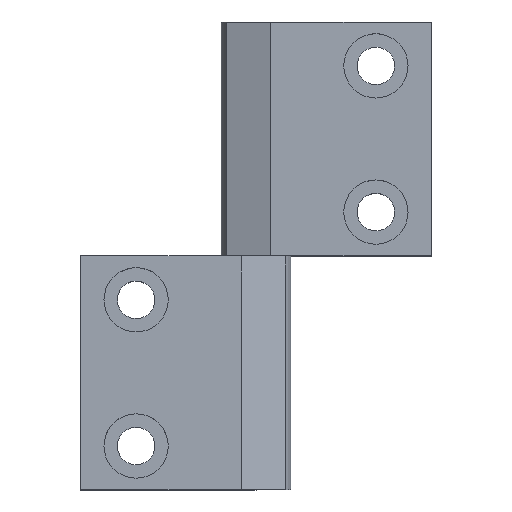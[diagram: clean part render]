
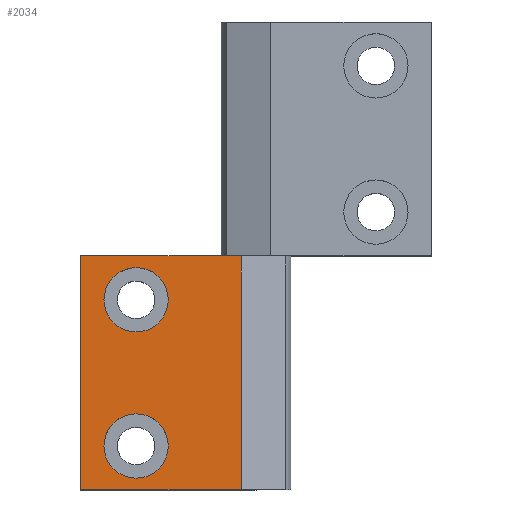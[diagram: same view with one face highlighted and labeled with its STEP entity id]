
A CAD part, top view. The second image highlights one B-rep face of the part: STEP entity #2034.
In plain terms, the highlighted planar face has unit normal (0, 0, 1).
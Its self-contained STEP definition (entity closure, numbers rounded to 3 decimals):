
#19=LINE($,#3028,#220);
#25=LINE($,#3045,#226);
#27=LINE($,#3048,#228);
#28=LINE($,#3049,#229);
#220=VECTOR($,#2412,40.);
#226=VECTOR($,#2428,40.);
#228=VECTOR($,#2432,27.5);
#229=VECTOR($,#2433,27.5);
#440=FACE_BOUND($,#637,.T.);
#441=FACE_BOUND($,#638,.T.);
#495=FACE_OUTER_BOUND($,#636,.T.);
#636=EDGE_LOOP($,(#1381,#1382,#1383,#1384));
#637=EDGE_LOOP($,(#1385));
#638=EDGE_LOOP($,(#1386));
#803=CIRCLE($,#2166,5.5);
#807=CIRCLE($,#2173,5.5);
#880=VERTEX_POINT($,#2999);
#884=VERTEX_POINT($,#3010);
#888=VERTEX_POINT($,#3021);
#891=VERTEX_POINT($,#3026);
#896=VERTEX_POINT($,#3042);
#897=VERTEX_POINT($,#3044);
#1073=EDGE_CURVE($,#880,#880,#803,.T.);
#1077=EDGE_CURVE($,#884,#884,#807,.T.);
#1084=EDGE_CURVE($,#891,#888,#19,.T.);
#1092=EDGE_CURVE($,#897,#896,#25,.T.);
#1094=EDGE_CURVE($,#896,#888,#27,.T.);
#1095=EDGE_CURVE($,#891,#897,#28,.T.);
#1381=ORIENTED_EDGE($,*,*,#1094,.T.);
#1382=ORIENTED_EDGE($,*,*,#1084,.F.);
#1383=ORIENTED_EDGE($,*,*,#1095,.T.);
#1384=ORIENTED_EDGE($,*,*,#1092,.T.);
#1385=ORIENTED_EDGE($,*,*,#1073,.T.);
#1386=ORIENTED_EDGE($,*,*,#1077,.T.);
#1910=PLANE($,#2185);
#2034=ADVANCED_FACE($,(#495,#440,#441),#1910,.T.);
#2166=AXIS2_PLACEMENT_3D($,#3000,#2381,#2382);
#2173=AXIS2_PLACEMENT_3D($,#3011,#2395,#2396);
#2185=AXIS2_PLACEMENT_3D($,#3047,#2430,#2431);
#2381=DIRECTION('center_axis',(0.,0.,-1.));
#2382=DIRECTION('ref_axis',(1.,0.,0.));
#2395=DIRECTION('center_axis',(0.,0.,-1.));
#2396=DIRECTION('ref_axis',(1.,0.,0.));
#2412=DIRECTION($,(0.,1.,0.));
#2428=DIRECTION($,(0.,1.,0.));
#2430=DIRECTION('center_axis',(0.,0.,1.));
#2431=DIRECTION('ref_axis',(0.,-1.,0.));
#2432=DIRECTION($,(-1.,0.,0.));
#2433=DIRECTION($,(1.,0.,0.));
#2999=CARTESIAN_POINT('',(15.,7.5,0.));
#3000=CARTESIAN_POINT('Origin',(9.5,7.5,0.));
#3010=CARTESIAN_POINT('',(15.,32.5,0.));
#3011=CARTESIAN_POINT('Origin',(9.5,32.5,0.));
#3021=CARTESIAN_POINT('',(0.,40.,0.));
#3026=CARTESIAN_POINT('',(0.,0.,0.));
#3028=CARTESIAN_POINT($,(0.,0.,0.));
#3042=CARTESIAN_POINT('',(27.5,40.,0.));
#3044=CARTESIAN_POINT('',(27.5,0.,0.));
#3045=CARTESIAN_POINT($,(27.5,0.,0.));
#3047=CARTESIAN_POINT('Origin',(27.5,0.,0.));
#3048=CARTESIAN_POINT($,(27.5,40.,0.));
#3049=CARTESIAN_POINT($,(0.,0.,0.));
